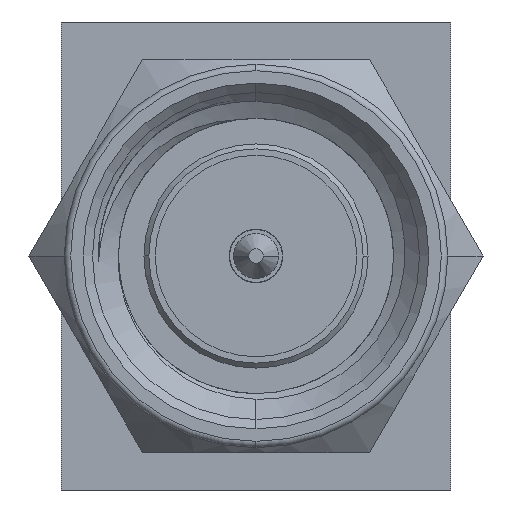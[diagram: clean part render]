
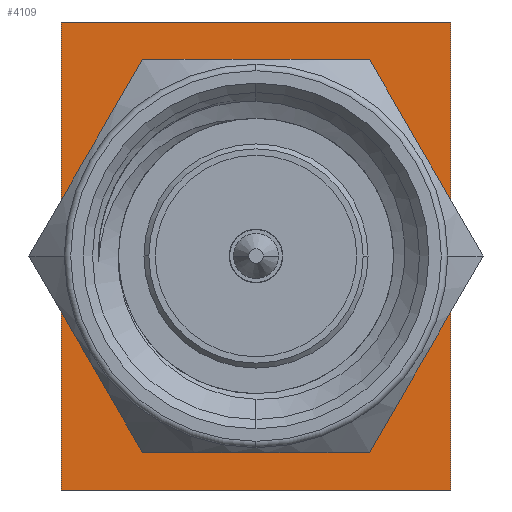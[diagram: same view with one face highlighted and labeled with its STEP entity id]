
A CAD part, left-side view. The second image highlights one B-rep face of the part: STEP entity #4109.
In plain terms, the highlighted planar face has unit normal (-1, 0, 0).
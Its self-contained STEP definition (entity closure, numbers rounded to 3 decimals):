
#1609=DIRECTION('',(0.,0.,-1.));
#1610=VECTOR('',#1609,9.52);
#1611=CARTESIAN_POINT('',(8.26,3.96,4.76));
#1612=LINE('',#1611,#1610);
#1613=DIRECTION('',(0.,1.,0.));
#1614=VECTOR('',#1613,7.92);
#1615=CARTESIAN_POINT('',(8.26,-3.96,4.76));
#1616=LINE('',#1615,#1614);
#1617=DIRECTION('',(0.,0.,1.));
#1618=VECTOR('',#1617,9.52);
#1619=CARTESIAN_POINT('',(8.26,-3.96,-4.76));
#1620=LINE('',#1619,#1618);
#1621=DIRECTION('',(0.,-1.,0.));
#1622=VECTOR('',#1621,7.92);
#1623=CARTESIAN_POINT('',(8.26,3.96,-4.76));
#1624=LINE('',#1623,#1622);
#1625=CARTESIAN_POINT('',(8.26,0.,0.));
#1626=DIRECTION('',(1.,0.,0.));
#1627=DIRECTION('',(0.,-1.,0.));
#1628=AXIS2_PLACEMENT_3D('',#1625,#1626,#1627);
#1630=CARTESIAN_POINT('',(8.26,0.,0.));
#1631=DIRECTION('',(1.,0.,0.));
#1632=DIRECTION('',(0.,1.,0.));
#1633=AXIS2_PLACEMENT_3D('',#1630,#1631,#1632);
#2117=CARTESIAN_POINT('',(8.26,3.96,4.76));
#2118=CARTESIAN_POINT('',(8.26,3.96,-4.76));
#2119=VERTEX_POINT('',#2117);
#2120=VERTEX_POINT('',#2118);
#2121=CARTESIAN_POINT('',(8.26,-3.96,-4.76));
#2122=VERTEX_POINT('',#2121);
#2123=CARTESIAN_POINT('',(8.26,-3.96,4.76));
#2124=VERTEX_POINT('',#2123);
#2205=CARTESIAN_POINT('',(8.26,-3.55,0.));
#2206=CARTESIAN_POINT('',(8.26,3.55,0.));
#2207=VERTEX_POINT('',#2205);
#2208=VERTEX_POINT('',#2206);
#4090=CARTESIAN_POINT('',(8.26,0.,0.));
#4091=DIRECTION('',(1.,0.,0.));
#4092=DIRECTION('',(0.,-1.,0.));
#4093=AXIS2_PLACEMENT_3D('',#4090,#4091,#4092);
#4094=PLANE('',#4093);
#4096=ORIENTED_EDGE('',*,*,#4095,.F.);
#4098=ORIENTED_EDGE('',*,*,#4097,.F.);
#4100=ORIENTED_EDGE('',*,*,#4099,.F.);
#4102=ORIENTED_EDGE('',*,*,#4101,.F.);
#4103=EDGE_LOOP('',(#4096,#4098,#4100,#4102));
#4104=FACE_OUTER_BOUND('',#4103,.F.);
#4105=ORIENTED_EDGE('',*,*,#4070,.F.);
#4106=ORIENTED_EDGE('',*,*,#4084,.F.);
#4107=EDGE_LOOP('',(#4105,#4106));
#4108=FACE_BOUND('',#4107,.F.);
#4109=ADVANCED_FACE('',(#4104,#4108),#4094,.F.);
#1629=CIRCLE('',#1628,3.55);
#1634=CIRCLE('',#1633,3.55);
#4070=EDGE_CURVE('',#2207,#2208,#1629,.T.);
#4084=EDGE_CURVE('',#2208,#2207,#1634,.T.);
#4095=EDGE_CURVE('',#2119,#2120,#1612,.T.);
#4097=EDGE_CURVE('',#2124,#2119,#1616,.T.);
#4099=EDGE_CURVE('',#2122,#2124,#1620,.T.);
#4101=EDGE_CURVE('',#2120,#2122,#1624,.T.);
